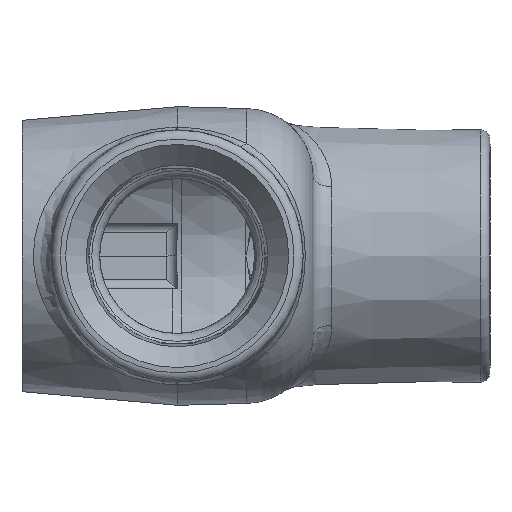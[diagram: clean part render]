
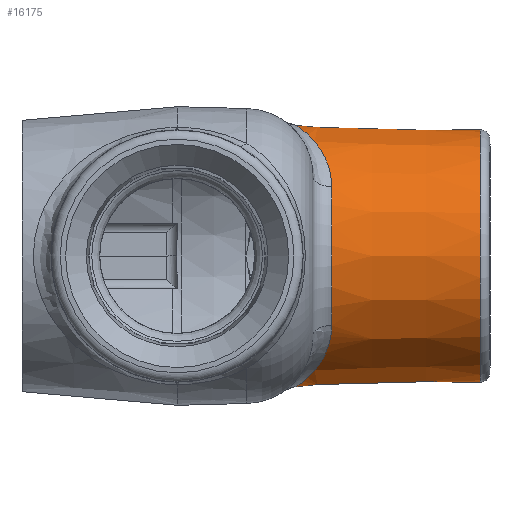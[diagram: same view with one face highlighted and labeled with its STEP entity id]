
A CAD part, left-side view. The second image highlights one B-rep face of the part: STEP entity #16175.
In plain terms, the highlighted conical face has half-angle 1.5 degrees and reference radius 20.637 mm.
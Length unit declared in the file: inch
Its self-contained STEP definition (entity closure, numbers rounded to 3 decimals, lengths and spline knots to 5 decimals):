
#208=CIRCLE('',#16909,0.83909);
#213=CIRCLE('',#16917,0.81401);
#214=CIRCLE('',#16918,0.81401);
#330=CONICAL_SURFACE('',#16916,0.8125,0.026);
#1931=LINE('',#28458,#3556);
#3556=VECTOR('',#19922,0.8125);
#4919=FACE_OUTER_BOUND('',#5862,.T.);
#5862=EDGE_LOOP('',(#14651,#14652,#14653,#14654,#14655,#14656,#14657,#14658,
#14659));
#6447=B_SPLINE_CURVE_WITH_KNOTS('',3,(#28305,#28306,#28307,#28308,#28309,
#28310,#28311),.UNSPECIFIED.,.F.,.F.,(4,1,1,1,4),(0.,0.33433,1.003,
1.67167,2.34034),.UNSPECIFIED.);
#6449=B_SPLINE_CURVE_WITH_KNOTS('',3,(#28363,#28364,#28365,#28366,#28367,
#28368,#28369),.UNSPECIFIED.,.F.,.F.,(4,1,1,1,4),(0.,
0.66863,1.33726,2.00589,2.3402),
 .UNSPECIFIED.);
#6451=B_SPLINE_CURVE_WITH_KNOTS('',3,(#28431,#28432,#28433,#28434,#28435,
#28436,#28437,#28438,#28439),.UNSPECIFIED.,.F.,.F.,(4,1,1,1,1,1,4),(0.,
1.18426,2.36851,2.76326,3.55277,3.94752,
4.1449),.UNSPECIFIED.);
#6452=B_SPLINE_CURVE_WITH_KNOTS('',3,(#28440,#28441,#28442,#28443,#28444,
#28445,#28446),.UNSPECIFIED.,.F.,.F.,(4,1,1,1,4),(4.1449,4.73702,
5.92128,7.10553,8.28979),.UNSPECIFIED.);
#7947=VERTEX_POINT('',#28292);
#7950=VERTEX_POINT('',#28303);
#7951=VERTEX_POINT('',#28313);
#7953=VERTEX_POINT('',#28353);
#7955=VERTEX_POINT('',#28430);
#7958=VERTEX_POINT('',#28457);
#7959=VERTEX_POINT('',#28459);
#10211=EDGE_CURVE('',#7950,#7947,#6447,.T.);
#10214=EDGE_CURVE('',#7947,#7951,#208,.T.);
#10217=EDGE_CURVE('',#7951,#7953,#6449,.T.);
#10219=EDGE_CURVE('',#7953,#7955,#6451,.T.);
#10220=EDGE_CURVE('',#7955,#7950,#6452,.T.);
#10226=EDGE_CURVE('',#7955,#7958,#1931,.T.);
#10227=EDGE_CURVE('',#7959,#7958,#213,.T.);
#10228=EDGE_CURVE('',#7958,#7959,#214,.T.);
#14651=ORIENTED_EDGE('',*,*,#10211,.F.);
#14652=ORIENTED_EDGE('',*,*,#10220,.F.);
#14653=ORIENTED_EDGE('',*,*,#10226,.T.);
#14654=ORIENTED_EDGE('',*,*,#10227,.F.);
#14655=ORIENTED_EDGE('',*,*,#10228,.F.);
#14656=ORIENTED_EDGE('',*,*,#10226,.F.);
#14657=ORIENTED_EDGE('',*,*,#10219,.F.);
#14658=ORIENTED_EDGE('',*,*,#10217,.F.);
#14659=ORIENTED_EDGE('',*,*,#10214,.F.);
#16175=ADVANCED_FACE('',(#4919),#330,.T.);
#16909=AXIS2_PLACEMENT_3D('',#28317,#19904,#19905);
#16916=AXIS2_PLACEMENT_3D('',#28456,#19920,#19921);
#16917=AXIS2_PLACEMENT_3D('',#28460,#19923,#19924);
#16918=AXIS2_PLACEMENT_3D('',#28461,#19925,#19926);
#19904=DIRECTION('center_axis',(0.,1.,0.));
#19905=DIRECTION('ref_axis',(-1.,0.,0.));
#19920=DIRECTION('center_axis',(0.,1.,0.));
#19921=DIRECTION('ref_axis',(-1.,0.,0.));
#19922=DIRECTION('',(-0.026,-1.,0.));
#19923=DIRECTION('center_axis',(0.,-1.,0.));
#19924=DIRECTION('ref_axis',(-1.,0.,0.));
#19925=DIRECTION('center_axis',(0.,-1.,0.));
#19926=DIRECTION('ref_axis',(-1.,0.,0.));
#28292=CARTESIAN_POINT('',(1.00228,-1.99673,-0.44684));
#28303=CARTESIAN_POINT('',(1.63627,-1.76811,-0.84163));
#28305=CARTESIAN_POINT('Ctrl Pts',(1.63627,-1.76811,-0.84163));
#28306=CARTESIAN_POINT('Ctrl Pts',(1.59852,-1.77362,-0.83806));
#28307=CARTESIAN_POINT('Ctrl Pts',(1.48746,-1.80219,-0.81942));
#28308=CARTESIAN_POINT('Ctrl Pts',(1.31927,-1.88026,-0.75482));
#28309=CARTESIAN_POINT('Ctrl Pts',(1.14122,-1.96726,-0.6289));
#28310=CARTESIAN_POINT('Ctrl Pts',(1.04295,-1.99673,-0.51149));
#28311=CARTESIAN_POINT('Ctrl Pts',(1.00228,-1.99673,-0.44684));
#28313=CARTESIAN_POINT('',(1.00228,-1.99673,0.44684));
#28317=CARTESIAN_POINT('Origin',(1.71249,-1.99673,0.));
#28353=CARTESIAN_POINT('',(1.63627,-1.76811,0.84163));
#28363=CARTESIAN_POINT('Ctrl Pts',(1.00228,-1.99673,0.44684));
#28364=CARTESIAN_POINT('Ctrl Pts',(1.04295,-1.99673,0.51148));
#28365=CARTESIAN_POINT('Ctrl Pts',(1.14119,-1.96728,0.62888));
#28366=CARTESIAN_POINT('Ctrl Pts',(1.31928,-1.88026,0.75483));
#28367=CARTESIAN_POINT('Ctrl Pts',(1.48748,-1.80218,0.81943));
#28368=CARTESIAN_POINT('Ctrl Pts',(1.59852,-1.77362,0.83806));
#28369=CARTESIAN_POINT('Ctrl Pts',(1.63627,-1.76811,0.84163));
#28430=CARTESIAN_POINT('',(2.56319,-1.55326,0.));
#28431=CARTESIAN_POINT('Ctrl Pts',(1.63627,-1.76811,0.84163));
#28432=CARTESIAN_POINT('Ctrl Pts',(1.76999,-1.74856,0.85425));
#28433=CARTESIAN_POINT('Ctrl Pts',(2.04285,-1.70405,0.81467));
#28434=CARTESIAN_POINT('Ctrl Pts',(2.30416,-1.64411,0.62909));
#28435=CARTESIAN_POINT('Ctrl Pts',(2.46408,-1.59531,0.41344));
#28436=CARTESIAN_POINT('Ctrl Pts',(2.53501,-1.56719,0.24666));
#28437=CARTESIAN_POINT('Ctrl Pts',(2.56051,-1.55431,0.09033));
#28438=CARTESIAN_POINT('Ctrl Pts',(2.56319,-1.5532,0.02258));
#28439=CARTESIAN_POINT('Ctrl Pts',(2.56318,-1.55328,0.));
#28440=CARTESIAN_POINT('Ctrl Pts',(2.56318,-1.55328,0.));
#28441=CARTESIAN_POINT('Ctrl Pts',(2.56313,-1.55349,-0.06775));
#28442=CARTESIAN_POINT('Ctrl Pts',(2.53851,-1.5661,-0.27101));
#28443=CARTESIAN_POINT('Ctrl Pts',(2.37891,-1.62787,-0.5762));
#28444=CARTESIAN_POINT('Ctrl Pts',(2.0428,-1.70364,-0.81463));
#28445=CARTESIAN_POINT('Ctrl Pts',(1.76999,-1.74856,-0.85425));
#28446=CARTESIAN_POINT('Ctrl Pts',(1.63627,-1.76811,-0.84163));
#28456=CARTESIAN_POINT('Origin',(1.71249,-3.012,0.));
#28457=CARTESIAN_POINT('',(2.5265,-2.95425,0.));
#28458=CARTESIAN_POINT('',(2.52499,-3.012,0.));
#28459=CARTESIAN_POINT('',(1.71249,-2.95425,0.81401));
#28460=CARTESIAN_POINT('Origin',(1.71249,-2.95425,0.));
#28461=CARTESIAN_POINT('Origin',(1.71249,-2.95425,0.));
